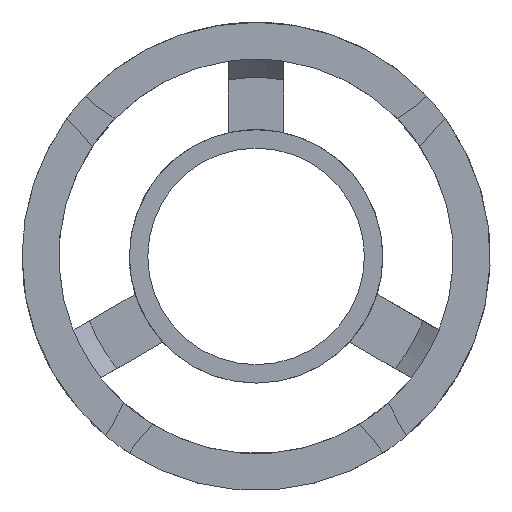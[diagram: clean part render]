
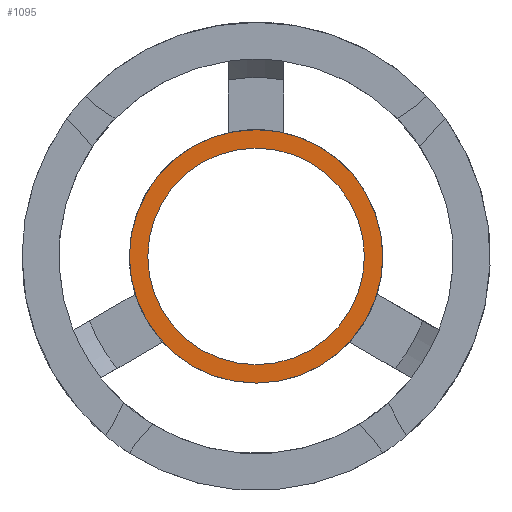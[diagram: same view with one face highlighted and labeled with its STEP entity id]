
A CAD part, front view. The second image highlights one B-rep face of the part: STEP entity #1095.
In plain terms, the highlighted planar face has unit normal (0, -1, 0).
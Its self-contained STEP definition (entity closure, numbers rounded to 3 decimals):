
#262=FACE_BOUND('',#324,.T.);
#264=FACE_OUTER_BOUND('',#323,.T.);
#323=EDGE_LOOP('',(#709));
#324=EDGE_LOOP('',(#710));
#384=CIRCLE('',#1169,13.75);
#385=CIRCLE('',#1170,11.75);
#430=VERTEX_POINT('',#1594);
#431=VERTEX_POINT('',#1596);
#538=EDGE_CURVE('',#430,#430,#384,.T.);
#539=EDGE_CURVE('',#431,#431,#385,.T.);
#709=ORIENTED_EDGE('',*,*,#538,.F.);
#710=ORIENTED_EDGE('',*,*,#539,.F.);
#1051=PLANE('',#1168);
#1095=ADVANCED_FACE('',(#264,#262),#1051,.F.);
#1168=AXIS2_PLACEMENT_3D('',#1593,#1275,#1276);
#1169=AXIS2_PLACEMENT_3D('',#1595,#1277,#1278);
#1170=AXIS2_PLACEMENT_3D('',#1597,#1279,#1280);
#1275=DIRECTION('center_axis',(0.,1.,0.));
#1276=DIRECTION('ref_axis',(1.,0.,0.));
#1277=DIRECTION('center_axis',(0.,1.,0.));
#1278=DIRECTION('ref_axis',(1.,0.,0.));
#1279=DIRECTION('center_axis',(0.,-1.,0.));
#1280=DIRECTION('ref_axis',(1.,0.,0.));
#1593=CARTESIAN_POINT('Origin',(0.,1.,0.));
#1594=CARTESIAN_POINT('',(-13.75,1.,0.));
#1595=CARTESIAN_POINT('Origin',(0.,1.,0.));
#1596=CARTESIAN_POINT('',(-11.75,1.,0.));
#1597=CARTESIAN_POINT('Origin',(0.,1.,0.));
